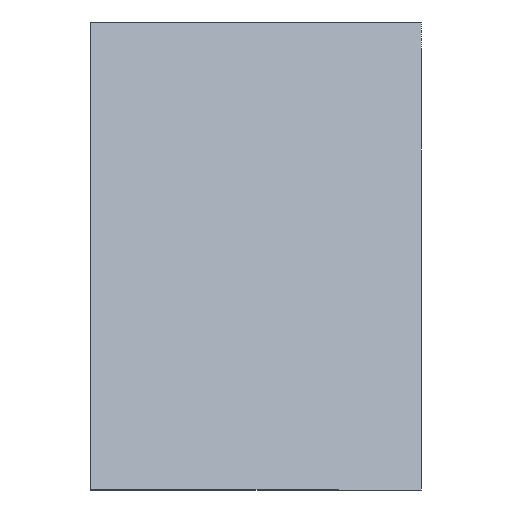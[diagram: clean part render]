
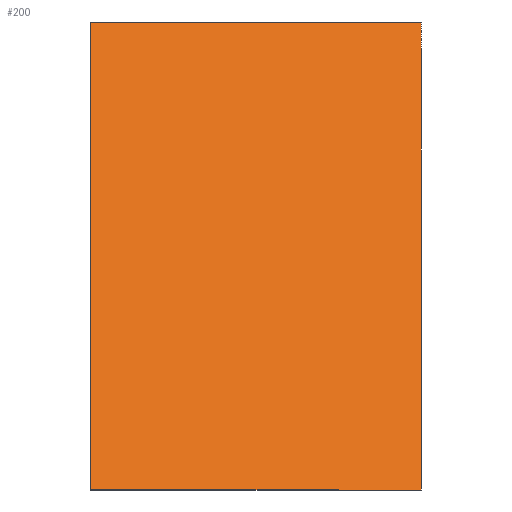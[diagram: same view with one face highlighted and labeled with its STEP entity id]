
A CAD part, front view. The second image highlights one B-rep face of the part: STEP entity #200.
In plain terms, the highlighted planar face has unit normal (0, -0.707, 0.707).
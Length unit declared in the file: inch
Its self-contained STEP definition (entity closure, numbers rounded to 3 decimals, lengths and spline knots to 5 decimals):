
#135=CARTESIAN_POINT('',(-1.5,-4.24264,0.0));
#136=VERTEX_POINT('',#135);
#145=CARTESIAN_POINT('',(-1.5,0.,4.24264));
#146=VERTEX_POINT('',#145);
#147=CARTESIAN_POINT('',(-1.5,0.,4.24264));
#148=DIRECTION('',(0.,-0.707,-0.707));
#149=VECTOR('',#148,6.0);
#150=LINE('',#147,#149);
#151=EDGE_CURVE('',#146,#136,#150,.T.);
#170=CARTESIAN_POINT('',(0.,-4.24264,0.));
#171=DIRECTION('',(0.,-0.707,0.707));
#172=DIRECTION('',(1.0,0.0,0.0));
#173=AXIS2_PLACEMENT_3D('',#170,#171,#172);
#174=PLANE('',#173);
#175=CARTESIAN_POINT('',(1.5,-4.24264,0.));
#176=VERTEX_POINT('',#175);
#177=CARTESIAN_POINT('',(1.5,0.,4.24264));
#178=VERTEX_POINT('',#177);
#179=CARTESIAN_POINT('',(1.5,-4.24264,0.));
#180=DIRECTION('',(0.,0.707,0.707));
#181=VECTOR('',#180,6.0);
#182=LINE('',#179,#181);
#183=EDGE_CURVE('',#176,#178,#182,.T.);
#184=ORIENTED_EDGE('',*,*,#183,.T.);
#185=CARTESIAN_POINT('',(-1.5,0.,4.24264));
#186=DIRECTION('',(1.0,0.0,0.0));
#187=VECTOR('',#186,3.0);
#188=LINE('',#185,#187);
#189=EDGE_CURVE('',#146,#178,#188,.T.);
#190=ORIENTED_EDGE('',*,*,#189,.F.);
#191=ORIENTED_EDGE('',*,*,#151,.T.);
#192=CARTESIAN_POINT('',(-1.5,-4.24264,0.0));
#193=DIRECTION('',(1.0,0.0,0.0));
#194=VECTOR('',#193,3.0);
#195=LINE('',#192,#194);
#196=EDGE_CURVE('',#136,#176,#195,.T.);
#197=ORIENTED_EDGE('',*,*,#196,.T.);
#198=EDGE_LOOP('',(#184,#190,#191,#197));
#199=FACE_OUTER_BOUND('',#198,.T.);
#200=ADVANCED_FACE('',(#199),#174,.T.);
